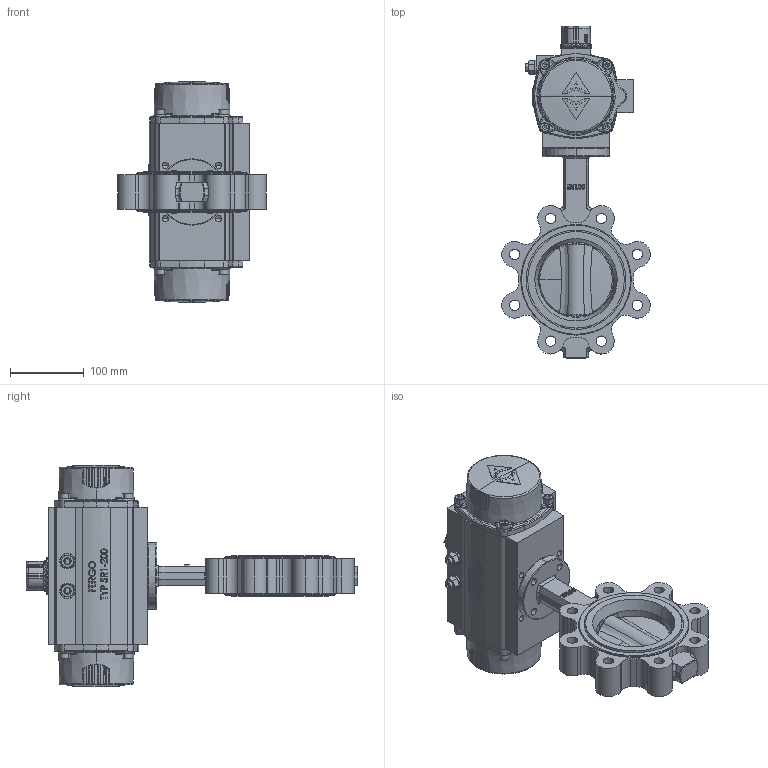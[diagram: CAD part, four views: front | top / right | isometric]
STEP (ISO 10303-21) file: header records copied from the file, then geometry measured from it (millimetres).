
FILE_DESCRIPTION (( 'STEP AP214' ), '1' );
FILE_NAME ('AK201-DN100-PN-10-16-Pneumatischer-SR200-Einfachwirkend-Federschließend-Schwenkantrieb-Fergo.STEP', '2023-01-10T11:18:23', ( '' ), ( '' ), 'SwSTEP 2.0', 'SolidWorks 2022', '' );
FILE_SCHEMA (( 'AUTOMOTIVE_DESIGN' ));
Length unit declared in the file: millimetre
Products named in the file (3): AK201-DN100-FW_Standard; 0200 ASR; AK201-DN100-PN-10-16-Pneumatischer-SR200-Einfachwirkend-Federschließend-Schwenkantrieb-Fergo
Assembly tree (2 placements, depth 2):
  AK201-DN100-PN-10-16-Pneumatischer-SR200-Einfachwirkend-Federschließend-Schwenkantrieb-Fergo
    AK201-DN100-FW_Standard
    0200 ASR
Bounding box: 201.28 x 450.28 x 300.37 mm (x, y, z)
Volume: 2590437.4 mm3; surface area: 653332.7 mm2
Topology: 42 solids, 42 shells, 4085 faces, 10710 edges, 6732 vertices
Faces by surface type: plane 1400, cylinder 1315, bspline 849, cone 314, torus 176, sphere 31
Entity records: 212338 total; most frequent: CARTESIAN_POINT 112618, ORIENTED_EDGE 21142, DIRECTION 17383, EDGE_CURVE 10571, VERTEX_POINT 6731, AXIS2_PLACEMENT_3D 6603, EDGE_LOOP 4362, LINE 4177
